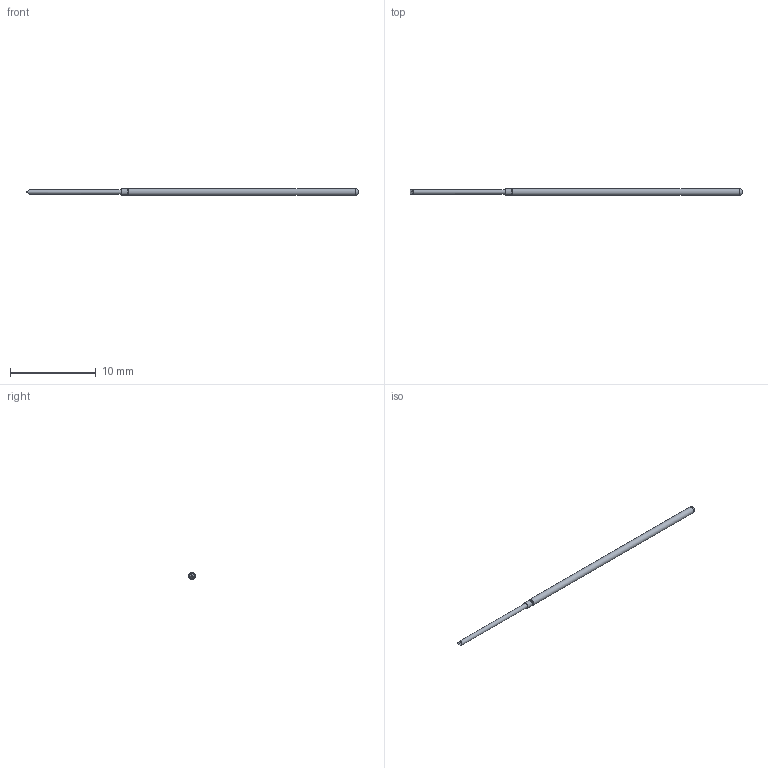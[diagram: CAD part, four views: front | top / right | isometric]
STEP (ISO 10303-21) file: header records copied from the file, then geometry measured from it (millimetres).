
FILE_DESCRIPTION (( 'STEP AP214' ), '1' );
FILE_NAME ('050-T408R.STEP', '2021-01-06T19:59:52', ( '' ), ( '' ), 'SwSTEP 2.0', 'SolidWorks 2020', '' );
FILE_SCHEMA (( 'AUTOMOTIVE_DESIGN' ));
Length unit declared in the file: inch
Products named in the file (1): 050-T408R
Bounding box: 38.79 x 0.78 x 0.78 mm (x, y, z)
Volume: 15.6 mm3; surface area: 86.7 mm2
Topology: 1 solids, 1 shells, 16 faces, 35 edges, 22 vertices
Faces by surface type: bspline 8, cylinder 3, plane 3, torus 1, cone 1
Full cylindrical faces by diameter (mm): 0.533 x1, 0.711 x1, 0.782 x1
Entity records: 1714 total; most frequent: CARTESIAN_POINT 1209, ORIENTED_EDGE 56, DIRECTION 30, EDGE_CURVE 28, EDGE_LOOP 22, B_SPLINE_CURVE_WITH_KNOTS 22, FACE_OUTER_BOUND 20, VERTEX_POINT 20
